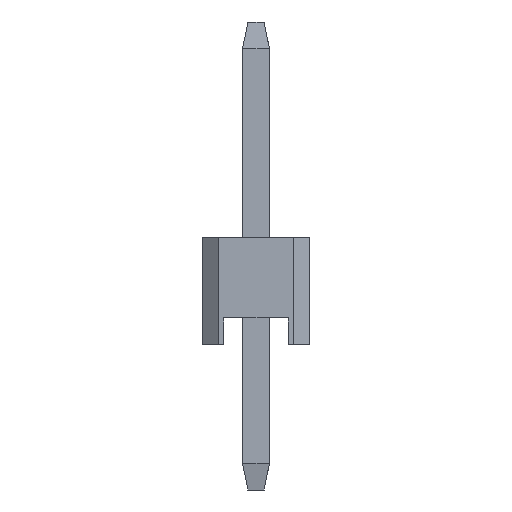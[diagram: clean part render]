
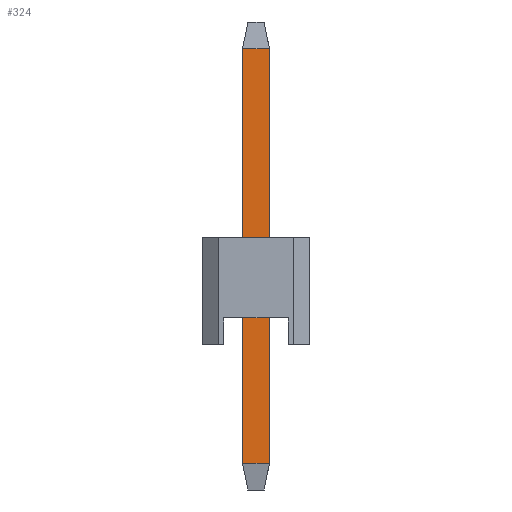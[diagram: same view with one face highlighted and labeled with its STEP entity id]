
A CAD part, left-side view. The second image highlights one B-rep face of the part: STEP entity #324.
In plain terms, the highlighted planar face has unit normal (-1, 0, 0).
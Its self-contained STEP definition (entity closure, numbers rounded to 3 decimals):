
#324=ADVANCED_FACE('',(#930),#9080,.T.);
#930=FACE_OUTER_BOUND('',#1536,.T.);
#1536=EDGE_LOOP('',(#2191,#2192,#2193,#2194));
#2191=ORIENTED_EDGE('',*,*,#5172,.F.);
#2192=ORIENTED_EDGE('',*,*,#5173,.F.);
#2193=ORIENTED_EDGE('',*,*,#5174,.F.);
#2194=ORIENTED_EDGE('',*,*,#5171,.F.);
#5171=EDGE_CURVE('',#8151,#8152,#6661,.T.);
#5172=EDGE_CURVE('',#8153,#8151,#6662,.T.);
#5173=EDGE_CURVE('',#8154,#8153,#6663,.T.);
#5174=EDGE_CURVE('',#8152,#8154,#6664,.T.);
#6661=B_SPLINE_CURVE_WITH_KNOTS('',1,(#10961,#10962),.UNSPECIFIED.,.F.,
 .F.,(2,2),(-7.7,0.),.UNSPECIFIED.);
#6662=B_SPLINE_CURVE_WITH_KNOTS('',1,(#10963,#10964),.UNSPECIFIED.,.F.,
 .F.,(2,2),(-0.5,0.),.UNSPECIFIED.);
#6663=B_SPLINE_CURVE_WITH_KNOTS('',1,(#10965,#10966),.UNSPECIFIED.,.F.,
 .F.,(2,2),(-7.7,0.),.UNSPECIFIED.);
#6664=B_SPLINE_CURVE_WITH_KNOTS('',1,(#10967,#10968),.UNSPECIFIED.,.F.,
 .F.,(2,2),(-0.5,0.),.UNSPECIFIED.);
#8151=VERTEX_POINT('',#10941);
#8152=VERTEX_POINT('',#10942);
#8153=VERTEX_POINT('',#10943);
#8154=VERTEX_POINT('',#10944);
#9080=PLANE('',#9706);
#9706=AXIS2_PLACEMENT_3D('',#10924,#10315,$);
#10315=DIRECTION('',(-1.,0.,0.));
#10924=CARTESIAN_POINT('',(-0.25,44.04,6.34));
#10941=CARTESIAN_POINT('',(-0.25,44.75,5.51));
#10942=CARTESIAN_POINT('',(-0.25,44.75,-2.19));
#10943=CARTESIAN_POINT('',(-0.25,45.25,5.51));
#10944=CARTESIAN_POINT('',(-0.25,45.25,-2.19));
#10961=CARTESIAN_POINT('',(-0.25,44.75,5.51));
#10962=CARTESIAN_POINT('',(-0.25,44.75,-2.19));
#10963=CARTESIAN_POINT('',(-0.25,45.25,5.51));
#10964=CARTESIAN_POINT('',(-0.25,44.75,5.51));
#10965=CARTESIAN_POINT('',(-0.25,45.25,-2.19));
#10966=CARTESIAN_POINT('',(-0.25,45.25,5.51));
#10967=CARTESIAN_POINT('',(-0.25,44.75,-2.19));
#10968=CARTESIAN_POINT('',(-0.25,45.25,-2.19));
